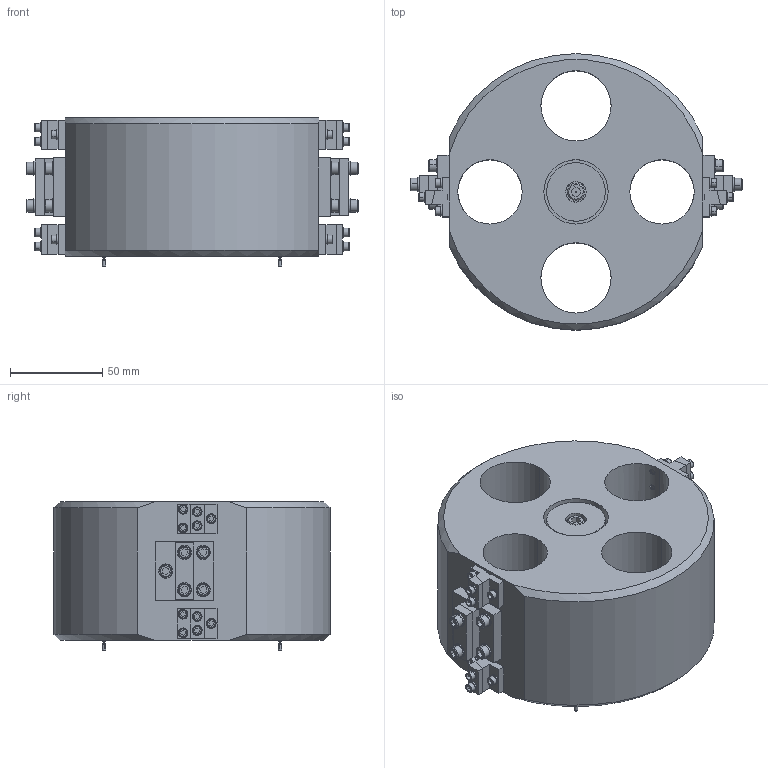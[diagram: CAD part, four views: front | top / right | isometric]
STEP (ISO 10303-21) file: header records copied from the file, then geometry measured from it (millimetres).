
FILE_DESCRIPTION (( 'STEP AP203' ), '1' );
FILE_NAME ('D0901873-v2_aLIGO_SUS_HSTS_Intermediate Mass Assembly.STEP', '2010-06-17T19:03:52', ( ' ' ), ( ' ' ), 'SwSTEP 2.0', 'SolidWorks 2009', '' );
FILE_SCHEMA (( 'CONFIG_CONTROL_DESIGN' ));
Length unit declared in the file: inch
Products named in the file (19): SST_Vented_Socketheadcapscrew_SHCS-V 0.25-20  X 0.875; D020350_100g_mass; D030078_20g_ADDONMASS; UHV-Compatible_Adhesive; D020351_50g_mass; NAS 620 FLAT WASHERS_________ FLAT WASHERS NAS 620-C4  (OR EQUIV.); NAS 620 FLAT WASHERS_________ FLAT WASHERS NAS 620-C8  (OR EQUIV.); D0901873-v2_aLIGO_SUS_HSTS_Intermediate Mass Assembly; D020661_Assembly_MagnetDumbbell; D0901792_AdvLIGO_SUS_HSTS_Intermediate Mass; D970075_Dumbbell; D020202_LOWERWIRECLAMP_INSIDE_For Wire Jig; D0901927_Advanced_LIGO_Magnet,_Sintered_SmCo,_0.075_X_0.125; D0901904_AdvLIGO_SUS_HSTS_Intermediate Wire Clamp Mount (Lower); D0901903_AdvLIGO_SUS_HSTS_Intermediate Wire Clamp (Lower); D020203_LOWERWIRECLAMP_OUTSIDE_For Wire Jig; SST_Socketheadcapscrew_SHCS #4-40  X 0.375; SST_Socketheadcapscrew_SHCS #4-40  X 0.5; SST_Socketheadcapscrew_SHCS #8-32  X 0.5
Assembly tree (89 placements, depth 3):
  UHV-Compatible_Adhesive
  D0901873-v2_aLIGO_SUS_HSTS_Intermediate Mass Assembly
    SST_Socketheadcapscrew_SHCS #4-40  X 0.375  x12
    NAS 620 FLAT WASHERS_________ FLAT WASHERS NAS 620-C4  (OR EQUIV.)  x20
    NAS 620 FLAT WASHERS_________ FLAT WASHERS NAS 620-C8  (OR EQUIV.)  x10
    D020203_LOWERWIRECLAMP_OUTSIDE_For Wire Jig  x4
    SST_Socketheadcapscrew_SHCS #8-32  X 0.5  x10
    SST_Vented_Socketheadcapscrew_SHCS-V 0.25-20  X 0.875  x2
    D030078_20g_ADDONMASS  x2
    D0901903_AdvLIGO_SUS_HSTS_Intermediate Wire Clamp (Lower)  x4
    SST_Socketheadcapscrew_SHCS #4-40  X 0.5  x8
    D0901904_AdvLIGO_SUS_HSTS_Intermediate Wire Clamp Mount (Lower)  x4
    D020350_100g_mass  x2
    D0901792_AdvLIGO_SUS_HSTS_Intermediate Mass
    D020661_Assembly_MagnetDumbbell  x4
      D0901927_Advanced_LIGO_Magnet,_Sintered_SmCo,_0.075_X_0.125
      D970075_Dumbbell
    D020351_50g_mass  x2
    D020202_LOWERWIRECLAMP_INSIDE_For Wire Jig  x2
Bounding box: 180.11 x 150 x 80.33 mm (x, y, z)
Volume: 1008737.6 mm3; surface area: 143940.5 mm2
Topology: 91 solids, 91 shells, 1246 faces, 2802 edges, 1812 vertices
Faces by surface type: plane 600, cylinder 474, cone 172
Entity records: 14356 total; most frequent: CARTESIAN_POINT 2551, DIRECTION 1782, ORIENTED_EDGE 1488, EDGE_CURVE 744, AXIS2_PLACEMENT_3D 693, VERTEX_POINT 478, EDGE_LOOP 408, LINE 396
